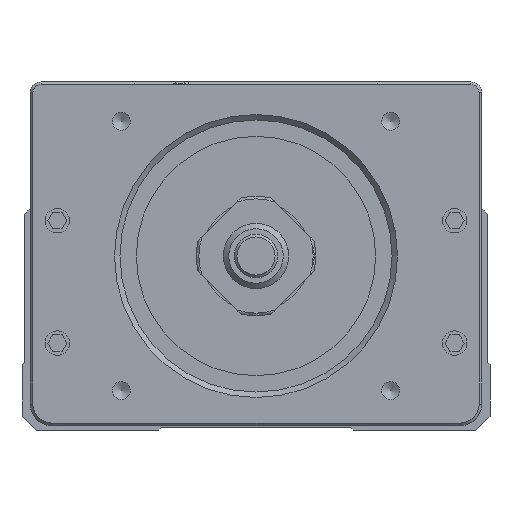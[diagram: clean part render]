
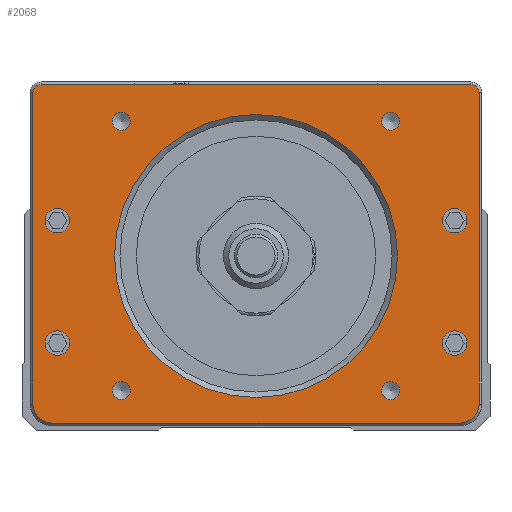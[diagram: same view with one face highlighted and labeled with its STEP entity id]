
A CAD part, front view. The second image highlights one B-rep face of the part: STEP entity #2068.
In plain terms, the highlighted planar face has unit normal (0, -1, 0).
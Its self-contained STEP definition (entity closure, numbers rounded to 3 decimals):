
#2068=ADVANCED_FACE('',(#3648,#3649,#3650,#3651,#3652,#3653,#3654,#3655,
#3656,#3657),#3024,.F.);
#3024=PLANE('',#20485);
#3648=FACE_BOUND('',#4702,.T.);
#3649=FACE_BOUND('',#4703,.T.);
#3650=FACE_BOUND('',#4704,.T.);
#3651=FACE_BOUND('',#4705,.T.);
#3652=FACE_BOUND('',#4706,.T.);
#3653=FACE_BOUND('',#4707,.T.);
#3654=FACE_BOUND('',#4708,.T.);
#3655=FACE_BOUND('',#4709,.T.);
#3656=FACE_BOUND('',#4710,.T.);
#3657=FACE_BOUND('',#4711,.T.);
#4702=EDGE_LOOP('',(#8896));
#4703=EDGE_LOOP('',(#8897));
#4704=EDGE_LOOP('',(#8898));
#4705=EDGE_LOOP('',(#8899));
#4706=EDGE_LOOP('',(#8900));
#4707=EDGE_LOOP('',(#8901,#8902,#8903,#8904,#8905,#8906,#8907,#8908));
#4708=EDGE_LOOP('',(#8909));
#4709=EDGE_LOOP('',(#8910));
#4710=EDGE_LOOP('',(#8911));
#4711=EDGE_LOOP('',(#8912));
#5852=CIRCLE('',#20472,26.);
#5853=CIRCLE('',#20473,1.65);
#5854=CIRCLE('',#20474,1.65);
#5855=CIRCLE('',#20475,1.65);
#5856=CIRCLE('',#20476,1.65);
#5857=CIRCLE('',#20477,1.5);
#5858=CIRCLE('',#20478,1.5);
#5859=CIRCLE('',#20479,3.5);
#5860=CIRCLE('',#20480,3.5);
#5861=CIRCLE('',#20481,2.25);
#5862=CIRCLE('',#20482,2.25);
#5863=CIRCLE('',#20483,2.25);
#5864=CIRCLE('',#20484,2.25);
#8896=ORIENTED_EDGE('',*,*,#14811,.T.);
#8897=ORIENTED_EDGE('',*,*,#14812,.T.);
#8898=ORIENTED_EDGE('',*,*,#14813,.T.);
#8899=ORIENTED_EDGE('',*,*,#14814,.T.);
#8900=ORIENTED_EDGE('',*,*,#14815,.T.);
#8901=ORIENTED_EDGE('',*,*,#14816,.T.);
#8902=ORIENTED_EDGE('',*,*,#14817,.T.);
#8903=ORIENTED_EDGE('',*,*,#14818,.T.);
#8904=ORIENTED_EDGE('',*,*,#14819,.T.);
#8905=ORIENTED_EDGE('',*,*,#14820,.T.);
#8906=ORIENTED_EDGE('',*,*,#14821,.T.);
#8907=ORIENTED_EDGE('',*,*,#14822,.T.);
#8908=ORIENTED_EDGE('',*,*,#14823,.T.);
#8909=ORIENTED_EDGE('',*,*,#14824,.T.);
#8910=ORIENTED_EDGE('',*,*,#14825,.T.);
#8911=ORIENTED_EDGE('',*,*,#14826,.T.);
#8912=ORIENTED_EDGE('',*,*,#14827,.T.);
#12545=VERTEX_POINT('',#30784);
#12546=VERTEX_POINT('',#30786);
#12547=VERTEX_POINT('',#30788);
#12548=VERTEX_POINT('',#30790);
#12549=VERTEX_POINT('',#30792);
#12550=VERTEX_POINT('',#30794);
#12551=VERTEX_POINT('',#30795);
#12552=VERTEX_POINT('',#30797);
#12553=VERTEX_POINT('',#30799);
#12554=VERTEX_POINT('',#30801);
#12555=VERTEX_POINT('',#30803);
#12556=VERTEX_POINT('',#30805);
#12557=VERTEX_POINT('',#30807);
#12558=VERTEX_POINT('',#30810);
#12559=VERTEX_POINT('',#30812);
#12560=VERTEX_POINT('',#30814);
#12561=VERTEX_POINT('',#30816);
#14811=EDGE_CURVE('',#12545,#12545,#5852,.T.);
#14812=EDGE_CURVE('',#12546,#12546,#5853,.T.);
#14813=EDGE_CURVE('',#12547,#12547,#5854,.T.);
#14814=EDGE_CURVE('',#12548,#12548,#5855,.T.);
#14815=EDGE_CURVE('',#12549,#12549,#5856,.T.);
#14816=EDGE_CURVE('',#12550,#12551,#17024,.T.);
#14817=EDGE_CURVE('',#12551,#12552,#5857,.T.);
#14818=EDGE_CURVE('',#12552,#12553,#17025,.T.);
#14819=EDGE_CURVE('',#12553,#12554,#5858,.T.);
#14820=EDGE_CURVE('',#12554,#12555,#17026,.T.);
#14821=EDGE_CURVE('',#12555,#12556,#5859,.T.);
#14822=EDGE_CURVE('',#12556,#12557,#17027,.T.);
#14823=EDGE_CURVE('',#12557,#12550,#5860,.T.);
#14824=EDGE_CURVE('',#12558,#12558,#5861,.T.);
#14825=EDGE_CURVE('',#12559,#12559,#5862,.T.);
#14826=EDGE_CURVE('',#12560,#12560,#5863,.T.);
#14827=EDGE_CURVE('',#12561,#12561,#5864,.T.);
#17024=LINE('',#30793,#18883);
#17025=LINE('',#30798,#18884);
#17026=LINE('',#30802,#18885);
#17027=LINE('',#30806,#18886);
#18883=VECTOR('',#24148,1.);
#18884=VECTOR('',#24151,1.);
#18885=VECTOR('',#24154,1.);
#18886=VECTOR('',#24157,1.);
#20472=AXIS2_PLACEMENT_3D('',#30783,#24138,#24139);
#20473=AXIS2_PLACEMENT_3D('',#30785,#24140,#24141);
#20474=AXIS2_PLACEMENT_3D('',#30787,#24142,#24143);
#20475=AXIS2_PLACEMENT_3D('',#30789,#24144,#24145);
#20476=AXIS2_PLACEMENT_3D('',#30791,#24146,#24147);
#20477=AXIS2_PLACEMENT_3D('',#30796,#24149,#24150);
#20478=AXIS2_PLACEMENT_3D('',#30800,#24152,#24153);
#20479=AXIS2_PLACEMENT_3D('',#30804,#24155,#24156);
#20480=AXIS2_PLACEMENT_3D('',#30808,#24158,#24159);
#20481=AXIS2_PLACEMENT_3D('',#30809,#24160,#24161);
#20482=AXIS2_PLACEMENT_3D('',#30811,#24162,#24163);
#20483=AXIS2_PLACEMENT_3D('',#30813,#24164,#24165);
#20484=AXIS2_PLACEMENT_3D('',#30815,#24166,#24167);
#20485=AXIS2_PLACEMENT_3D('',#30817,#24168,#24169);
#24138=DIRECTION('',(0.,1.,0.));
#24139=DIRECTION('',(0.,0.,1.));
#24140=DIRECTION('',(0.,1.,0.));
#24141=DIRECTION('',(0.,0.,1.));
#24142=DIRECTION('',(0.,1.,0.));
#24143=DIRECTION('',(0.,0.,1.));
#24144=DIRECTION('',(0.,1.,0.));
#24145=DIRECTION('',(0.,0.,1.));
#24146=DIRECTION('',(0.,1.,0.));
#24147=DIRECTION('',(0.,0.,1.));
#24148=DIRECTION('',(0.,0.,1.));
#24149=DIRECTION('',(0.,-1.,0.));
#24150=DIRECTION('',(0.,0.,1.));
#24151=DIRECTION('',(-1.,0.,0.));
#24152=DIRECTION('',(0.,-1.,0.));
#24153=DIRECTION('',(0.,0.,1.));
#24154=DIRECTION('',(0.,0.,-1.));
#24155=DIRECTION('',(0.,-1.,0.));
#24156=DIRECTION('',(0.,0.,1.));
#24157=DIRECTION('',(1.,0.,0.));
#24158=DIRECTION('',(0.,-1.,0.));
#24159=DIRECTION('',(0.,0.,1.));
#24160=DIRECTION('',(0.,1.,0.));
#24161=DIRECTION('',(0.,0.,1.));
#24162=DIRECTION('',(0.,1.,0.));
#24163=DIRECTION('',(0.,0.,1.));
#24164=DIRECTION('',(0.,1.,0.));
#24165=DIRECTION('',(0.,0.,1.));
#24166=DIRECTION('',(0.,1.,0.));
#24167=DIRECTION('',(0.,0.,1.));
#24168=DIRECTION('',(0.,1.,0.));
#24169=DIRECTION('',(0.,0.,-1.));
#30783=CARTESIAN_POINT('',(0.,-236.633,32.));
#30784=CARTESIAN_POINT('',(0.,-236.633,58.));
#30785=CARTESIAN_POINT('',(-24.749,-236.633,56.749));
#30786=CARTESIAN_POINT('',(-24.749,-236.633,58.399));
#30787=CARTESIAN_POINT('',(-24.749,-236.633,7.251));
#30788=CARTESIAN_POINT('',(-24.749,-236.633,8.901));
#30789=CARTESIAN_POINT('',(24.749,-236.633,7.251));
#30790=CARTESIAN_POINT('',(24.749,-236.633,8.901));
#30791=CARTESIAN_POINT('',(24.749,-236.633,56.749));
#30792=CARTESIAN_POINT('',(24.749,-236.633,58.399));
#30793=CARTESIAN_POINT('',(41.,-236.633,60.));
#30794=CARTESIAN_POINT('',(41.,-236.633,4.8));
#30795=CARTESIAN_POINT('',(41.,-236.633,62.));
#30796=CARTESIAN_POINT('',(39.5,-236.633,62.));
#30797=CARTESIAN_POINT('',(39.5,-236.633,63.5));
#30798=CARTESIAN_POINT('',(39.,-236.633,63.5));
#30799=CARTESIAN_POINT('',(-39.5,-236.633,63.5));
#30800=CARTESIAN_POINT('',(-39.5,-236.633,62.));
#30801=CARTESIAN_POINT('',(-41.,-236.633,62.));
#30802=CARTESIAN_POINT('',(-41.,-236.633,60.));
#30803=CARTESIAN_POINT('',(-41.,-236.633,4.8));
#30804=CARTESIAN_POINT('',(-37.5,-236.633,4.8));
#30805=CARTESIAN_POINT('',(-37.5,-236.633,1.3));
#30806=CARTESIAN_POINT('',(39.,-236.633,1.3));
#30807=CARTESIAN_POINT('',(37.5,-236.633,1.3));
#30808=CARTESIAN_POINT('',(37.5,-236.633,4.8));
#30809=CARTESIAN_POINT('',(-36.5,-236.633,38.5));
#30810=CARTESIAN_POINT('',(-36.5,-236.633,40.75));
#30811=CARTESIAN_POINT('',(-36.5,-236.633,16.));
#30812=CARTESIAN_POINT('',(-36.5,-236.633,18.25));
#30813=CARTESIAN_POINT('',(36.5,-236.633,38.5));
#30814=CARTESIAN_POINT('',(36.5,-236.633,40.75));
#30815=CARTESIAN_POINT('',(36.5,-236.633,16.));
#30816=CARTESIAN_POINT('',(36.5,-236.633,18.25));
#30817=CARTESIAN_POINT('',(39.,-236.633,60.));
